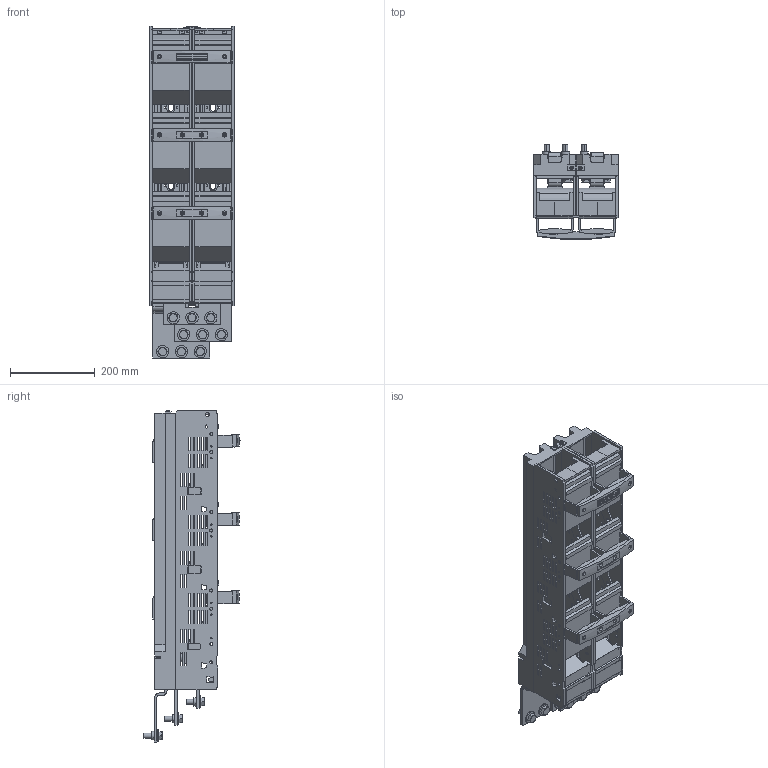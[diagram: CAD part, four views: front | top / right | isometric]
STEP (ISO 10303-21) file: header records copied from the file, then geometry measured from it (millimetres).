
FILE_DESCRIPTION(('CATIA V5 STEP'),'2;1');
FILE_NAME('L0630_NH_Sicherungslastschaltleiste_SL3_3x2_1250.stp','2018-10-05T11:07:53+00:00',('none'),('Jean Müller GmbH'),'CATIA Version 5 Release 19 SP 9 (IN-10)','CATIA V5 STEP AP214','none');
FILE_SCHEMA(('AUTOMOTIVE_DESIGN { 1 0 10303 214 1 1 1 1 }'));
Products named in the file (1): L0630_NH-Sicherungslastschaltleiste SL3-3x2/1250
Bounding box: 200 x 227.36 x 785.6 mm (x, y, z)
Volume: 6544158.1 mm3; surface area: 2186030.4 mm2
Topology: 45 solids, 45 shells, 4303 faces, 11453 edges, 7282 vertices
Faces by surface type: plane 3331, cylinder 654, cone 286, bspline 32
Entity records: 126203 total; most frequent: CARTESIAN_POINT 24877, ORIENTED_EDGE 22906, DIRECTION 16625, EDGE_CURVE 11453, VECTOR 8971, LINE 8971, VERTEX_POINT 7282, EDGE_LOOP 5115
